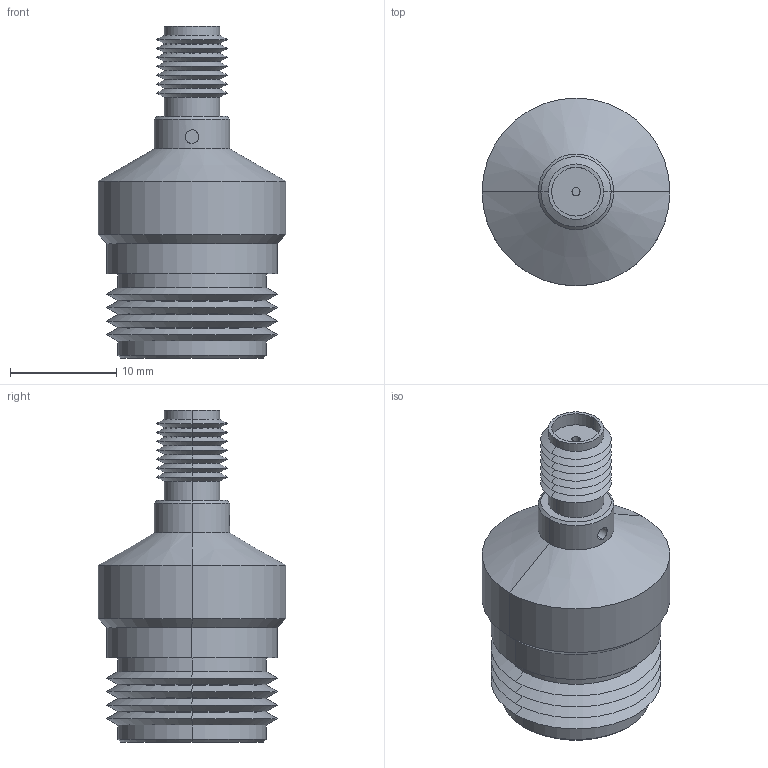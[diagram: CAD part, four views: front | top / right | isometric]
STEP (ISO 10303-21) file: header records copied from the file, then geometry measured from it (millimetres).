
FILE_DESCRIPTION (( 'STEP AP203' ), '1' );
FILE_NAME ('FMAD1299_3D.STEP', '2022-03-18T22:53:05', ( '' ), ( '' ), 'SwSTEP 2.0', 'SolidWorks 2021', '' );
FILE_SCHEMA (( 'CONFIG_CONTROL_DESIGN' ));
Length unit declared in the file: inch
Products named in the file (1): FMAD1299_3D
Bounding box: 17.65 x 17.65 x 31.2 mm (x, y, z)
Volume: 3451.2 mm3; surface area: 2258 mm2
Topology: 1 solids, 1 shells, 106 faces, 210 edges, 114 vertices
Faces by surface type: cone 52, cylinder 44, plane 10
Entity records: 2779 total; most frequent: DIRECTION 534, CARTESIAN_POINT 453, ORIENTED_EDGE 420, AXIS2_PLACEMENT_3D 219, EDGE_CURVE 210, EDGE_LOOP 114, VERTEX_POINT 114, CIRCLE 112
